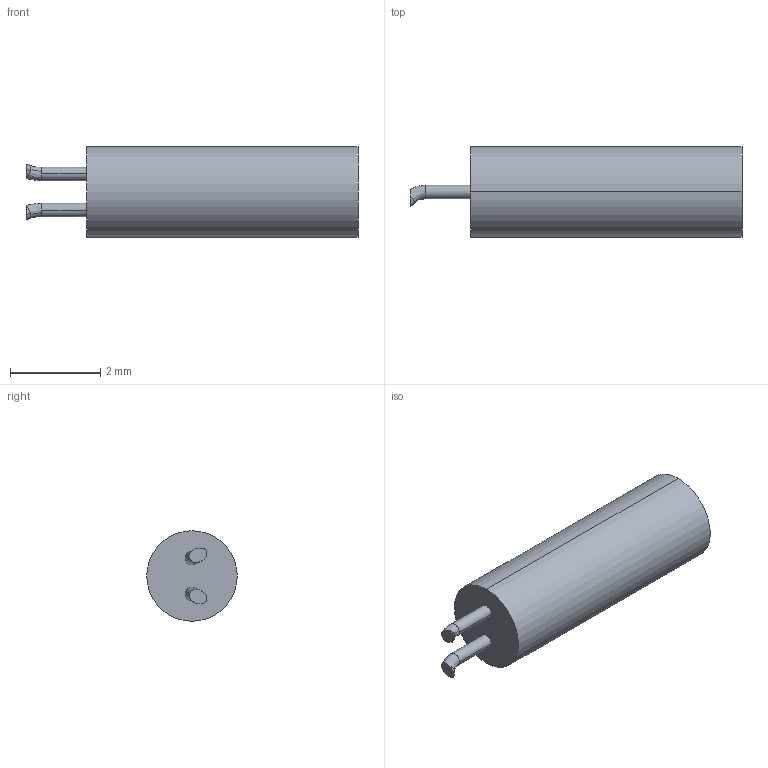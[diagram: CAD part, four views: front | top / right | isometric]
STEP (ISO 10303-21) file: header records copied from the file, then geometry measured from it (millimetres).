
FILE_DESCRIPTION (( 'STEP AP203' ), '1' );
FILE_NAME ('osc-埴翐-32_768K.STEP', '2020-12-04T10:06:50', ( '' ), ( '' ), 'SwSTEP 2.0', 'SolidWorks 2018', '' );
FILE_SCHEMA (( 'CONFIG_CONTROL_DESIGN' ));
Length unit declared in the file: millimetre
Products named in the file (1): osc-埴翐-32_768K
Bounding box: 7.34 x 2 x 2 mm (x, y, z)
Volume: 19 mm3; surface area: 46.6 mm2
Topology: 1 solids, 1 shells, 18 faces, 42 edges, 28 vertices
Faces by surface type: cylinder 10, bspline 4, plane 4
Entity records: 665 total; most frequent: CARTESIAN_POINT 181, DIRECTION 90, ORIENTED_EDGE 84, EDGE_CURVE 42, AXIS2_PLACEMENT_3D 41, VERTEX_POINT 28, CIRCLE 26, EDGE_LOOP 20
